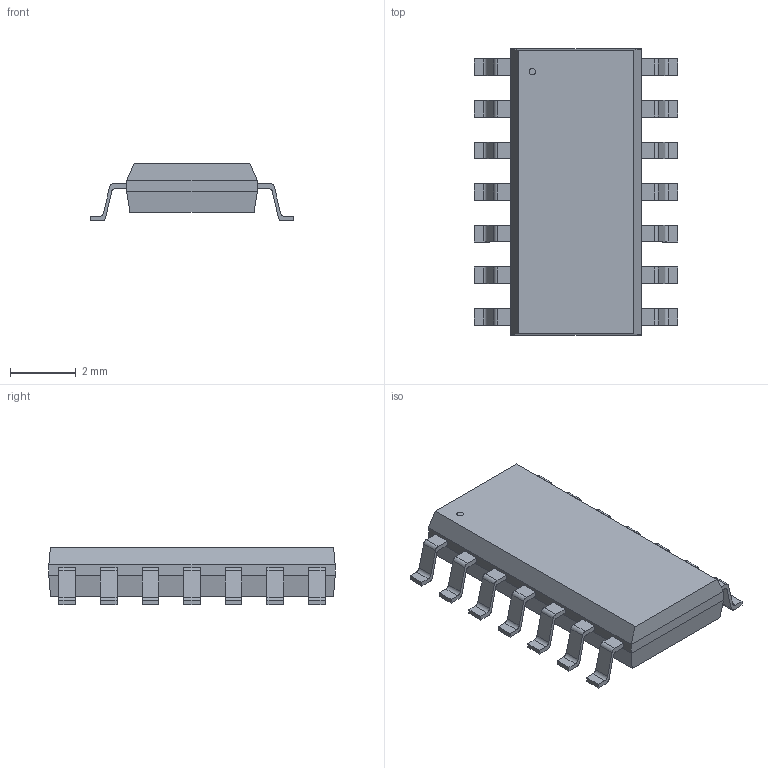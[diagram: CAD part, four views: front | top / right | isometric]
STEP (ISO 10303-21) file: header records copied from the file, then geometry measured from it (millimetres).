
FILE_DESCRIPTION(('STEP AP214'),'1');
FILE_NAME('D14-M','2018-03-27T22:45:28',(''),(''),'','','');
FILE_SCHEMA(('AUTOMOTIVE_DESIGN'));
Length unit declared in the file: millimetre
Products named in the file (1): product
Bounding box: 6.2 x 8.74 x 1.75 mm (x, y, z)
Volume: 1.6 mm3; surface area: 136.1 mm2
Topology: 15 solids, 29 shells, 213 faces, 563 edges, 394 vertices
Faces by surface type: plane 156, cylinder 57
Full cylindrical faces by diameter (mm): 0.199 x1
Entity records: 6874 total; most frequent: CARTESIAN_POINT 1185, DIRECTION 1134, ORIENTED_EDGE 1068, EDGE_CURVE 562, VERTEX_POINT 450, LINE 448, VECTOR 448, AXIS2_PLACEMENT_3D 343
